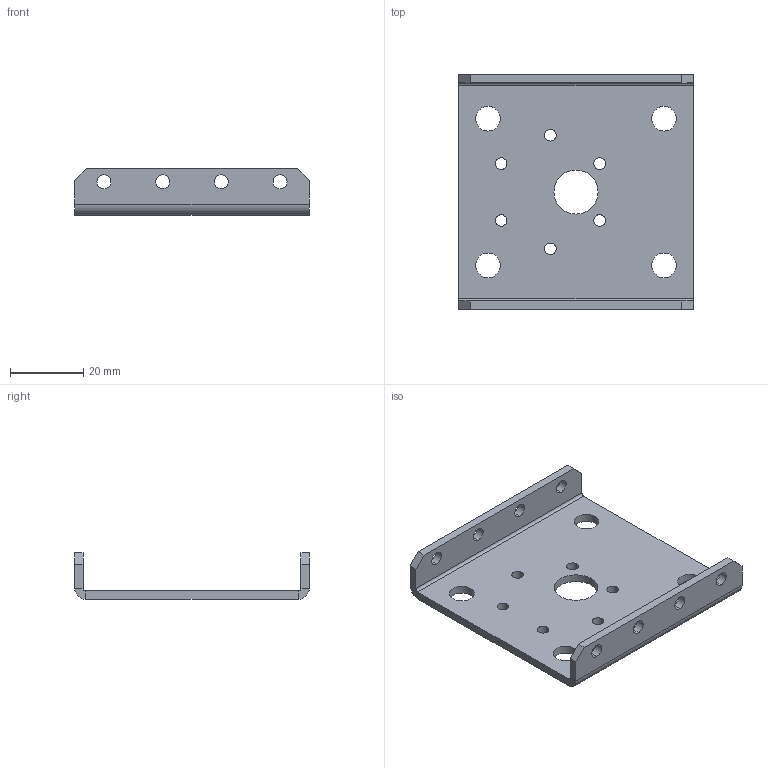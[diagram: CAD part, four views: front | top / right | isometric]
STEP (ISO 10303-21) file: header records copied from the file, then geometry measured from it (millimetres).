
FILE_DESCRIPTION (( 'STEP AP214' ), '1' );
FILE_NAME ('am-3440 PicoBox Solo Plate.STEP', '2016-09-08T14:39:51', ( '' ), ( '' ), 'SwSTEP 2.0', 'SolidWorks 2014', '' );
FILE_SCHEMA (( 'AUTOMOTIVE_DESIGN' ));
Length unit declared in the file: inch
Products named in the file (1): am-3440 PicoBox Solo Plate
Bounding box: 64 x 64 x 12.7 mm (x, y, z)
Volume: 11225.1 mm3; surface area: 11112.7 mm2
Topology: 1 solids, 1 shells, 64 faces, 170 edges, 108 vertices
Faces by surface type: cylinder 42, plane 22
Entity records: 2126 total; most frequent: DIRECTION 384, CARTESIAN_POINT 343, ORIENTED_EDGE 340, EDGE_CURVE 170, AXIS2_PLACEMENT_3D 149, VERTEX_POINT 108, EDGE_LOOP 102, VECTOR 86
